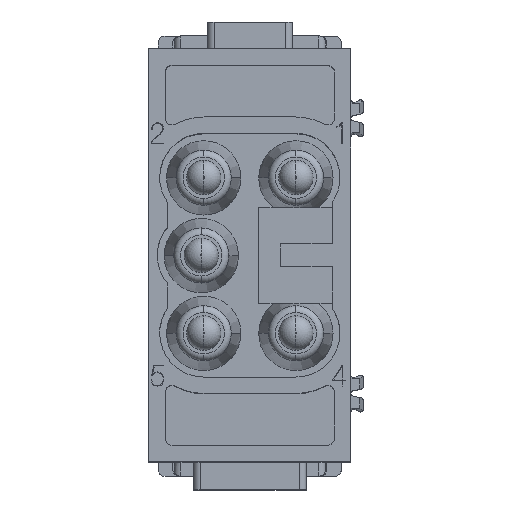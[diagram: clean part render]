
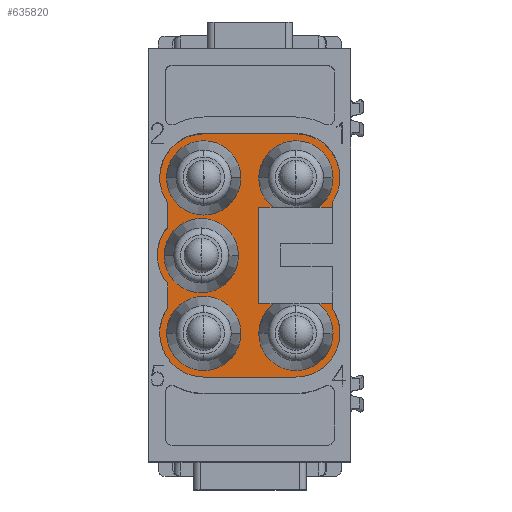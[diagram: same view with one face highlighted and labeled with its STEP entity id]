
A CAD part, top view. The second image highlights one B-rep face of the part: STEP entity #635820.
In plain terms, the highlighted face is planar.
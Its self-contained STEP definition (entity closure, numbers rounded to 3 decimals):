
#473590=CARTESIAN_POINT('',(34.548,54.047,17.5));
#473600=VERTEX_POINT('',#473590);
#473680=CARTESIAN_POINT('',(34.548,59.447,17.5));
#473690=VERTEX_POINT('',#473680);
#473720=CARTESIAN_POINT('',(34.548,56.747,17.5));
#473730=DIRECTION('',(0.,0.,-1.));
#473740=DIRECTION('',(0.,-1.,0.));
#473750=AXIS2_PLACEMENT_3D('',#473720,#473730,#473740);
#473760=CIRCLE('',#473750,2.7);
#473770=EDGE_CURVE('',#473600,#473690,#473760,.T.);
#617420=EDGE_CURVE('',#473690,#473600,#473760,.T.);
#627330=CARTESIAN_POINT('',(40.198,53.872,17.5));
#627340=VERTEX_POINT('',#627330);
#627420=CARTESIAN_POINT('',(40.198,59.272,17.5));
#627430=VERTEX_POINT('',#627420);
#627460=CARTESIAN_POINT('',(40.198,56.572,17.5));
#627470=DIRECTION('',(0.,0.,-1.));
#627480=DIRECTION('',(0.,-1.,0.));
#627490=AXIS2_PLACEMENT_3D('',#627460,#627470,#627480);
#627500=CIRCLE('',#627490,2.7);
#627510=EDGE_CURVE('',#627340,#627430,#627500,.T.);
#628820=CARTESIAN_POINT('',(28.898,53.872,17.5));
#628830=VERTEX_POINT('',#628820);
#628990=CARTESIAN_POINT('',(28.898,59.272,17.5));
#629000=VERTEX_POINT('',#628990);
#629030=CARTESIAN_POINT('',(28.898,56.572,17.5));
#629040=DIRECTION('',(0.,0.,-1.));
#629050=DIRECTION('',(0.,-1.,0.));
#629060=AXIS2_PLACEMENT_3D('',#629030,#629040,#629050);
#629070=CIRCLE('',#629060,2.7);
#629080=EDGE_CURVE('',#628830,#629000,#629070,.T.);
#629250=CARTESIAN_POINT('',(0.,59.172,
17.5));
#629260=DIRECTION('',(1.,0.,0.));
#629270=VECTOR('',#629260,1.);
#629280=LINE('',#629250,#629270);
#629290=CARTESIAN_POINT('',(30.763,59.172,17.5));
#629300=VERTEX_POINT('',#629290);
#629310=CARTESIAN_POINT('',(32.46,59.172,17.5));
#629320=VERTEX_POINT('',#629310);
#629330=EDGE_CURVE('',#629300,#629320,#629280,.T.);
#629720=CARTESIAN_POINT('',(34.548,56.747,17.5));
#629730=DIRECTION('',(0.,0.,1.));
#629740=DIRECTION('',(-1.,0.,0.));
#629750=AXIS2_PLACEMENT_3D('',#629720,#629730,#629740);
#629760=CIRCLE('',#629750,3.2);
#629770=CARTESIAN_POINT('',(36.636,59.172,17.5));
#629780=VERTEX_POINT('',#629770);
#629790=EDGE_CURVE('',#629780,#629320,#629760,.T.);
#630070=CARTESIAN_POINT('',(0.,59.172,
17.5));
#630080=DIRECTION('',(1.,0.,0.));
#630090=VECTOR('',#630080,1.);
#630100=LINE('',#630070,#630090);
#630110=CARTESIAN_POINT('',(38.332,59.172,17.5));
#630120=VERTEX_POINT('',#630110);
#630130=EDGE_CURVE('',#629780,#630120,#630100,.T.);
#630410=CARTESIAN_POINT('',(40.198,56.572,17.5));
#630420=DIRECTION('',(0.,0.,1.));
#630430=DIRECTION('',(-1.,0.,0.));
#630440=AXIS2_PLACEMENT_3D('',#630410,#630420,#630430);
#630450=CIRCLE('',#630440,3.2);
#630460=CARTESIAN_POINT('',(43.398,56.572,17.5));
#630470=VERTEX_POINT('',#630460);
#630480=EDGE_CURVE('',#630470,#630120,#630450,.T.);
#630810=CARTESIAN_POINT('',(43.398,0.,17.5));
#630820=DIRECTION('',(0.,-1.,0.));
#630830=VECTOR('',#630820,1.);
#630840=LINE('',#630810,#630830);
#630850=CARTESIAN_POINT('',(43.398,49.872,17.5));
#630860=VERTEX_POINT('',#630850);
#630870=EDGE_CURVE('',#630470,#630860,#630840,.T.);
#631190=CARTESIAN_POINT('',(40.198,49.872,17.5));
#631200=DIRECTION('',(0.,0.,1.));
#631210=DIRECTION('',(-1.,0.,0.));
#631220=AXIS2_PLACEMENT_3D('',#631190,#631200,#631210);
#631230=CIRCLE('',#631220,3.2);
#631240=CARTESIAN_POINT('',(38.404,47.222,17.5));
#631250=VERTEX_POINT('',#631240);
#631260=EDGE_CURVE('',#631250,#630860,#631230,.T.);
#633900=CARTESIAN_POINT('',(30.691,47.222,17.5));
#633910=VERTEX_POINT('',#633900);
#633940=CARTESIAN_POINT('',(28.898,49.872,17.5));
#633950=DIRECTION('',(0.,0.,1.));
#633960=DIRECTION('',(-1.,0.,0.));
#633970=AXIS2_PLACEMENT_3D('',#633940,#633950,#633960);
#633980=CIRCLE('',#633970,3.2);
#633990=CARTESIAN_POINT('',(25.698,49.872,17.5));
#634000=VERTEX_POINT('',#633990);
#634010=EDGE_CURVE('',#634000,#633910,#633980,.T.);
#634330=CARTESIAN_POINT('',(25.698,0.,17.5));
#634340=DIRECTION('',(0.,1.,0.));
#634350=VECTOR('',#634340,1.);
#634360=LINE('',#634330,#634350);
#634370=CARTESIAN_POINT('',(25.698,56.572,17.5));
#634380=VERTEX_POINT('',#634370);
#634390=EDGE_CURVE('',#634000,#634380,#634360,.T.);
#634660=CARTESIAN_POINT('',(42.823,56.572,17.5));
#634670=DIRECTION('',(0.,0.,-1.));
#634680=DIRECTION('',(0.,1.,0.));
#634690=AXIS2_PLACEMENT_3D('',#634660,#634670,#634680);
#634700=PLANE('',#634690);
#634710=EDGE_CURVE('',#629000,#628830,#629070,.T.);
#634720=ORIENTED_EDGE('',*,*,#634710,.F.);
#634730=ORIENTED_EDGE('',*,*,#629080,.F.);
#634740=EDGE_LOOP('',(#634730,#634720));
#634750=FACE_BOUND('',#634740,.T.);
#634760=ORIENTED_EDGE('',*,*,#617420,.F.);
#634770=ORIENTED_EDGE('',*,*,#473770,.F.);
#634780=EDGE_LOOP('',(#634770,#634760));
#634790=FACE_BOUND('',#634780,.T.);
#634800=EDGE_CURVE('',#627430,#627340,#627500,.T.);
#634810=ORIENTED_EDGE('',*,*,#634800,.F.);
#634820=ORIENTED_EDGE('',*,*,#627510,.F.);
#634830=EDGE_LOOP('',(#634820,#634810));
#634840=FACE_BOUND('',#634830,.T.);
#634850=CARTESIAN_POINT('',(0.,47.222,17.5));
#634860=DIRECTION('',(-1.,0.,0.));
#634870=VECTOR('',#634860,1.);
#634880=LINE('',#634850,#634870);
#634890=CARTESIAN_POINT('',(38.048,47.222,17.5));
#634900=VERTEX_POINT('',#634890);
#634910=EDGE_CURVE('',#631250,#634900,#634880,.T.);
#634920=ORIENTED_EDGE('',*,*,#634910,.T.);
#634930=ORIENTED_EDGE('',*,*,#631260,.F.);
#634940=ORIENTED_EDGE('',*,*,#630870,.T.);
#634950=ORIENTED_EDGE('',*,*,#630480,.F.);
#634960=ORIENTED_EDGE('',*,*,#630130,.T.);
#634970=ORIENTED_EDGE('',*,*,#629790,.F.);
#634980=ORIENTED_EDGE('',*,*,#629330,.T.);
#634990=CARTESIAN_POINT('',(28.898,56.572,17.5));
#635000=DIRECTION('',(0.,0.,1.));
#635010=DIRECTION('',(-1.,0.,0.));
#635020=AXIS2_PLACEMENT_3D('',#634990,#635000,#635010);
#635030=CIRCLE('',#635020,3.2);
#635040=EDGE_CURVE('',#629300,#634380,#635030,.T.);
#635050=ORIENTED_EDGE('',*,*,#635040,.F.);
#635060=ORIENTED_EDGE('',*,*,#634390,.T.);
#635070=ORIENTED_EDGE('',*,*,#634010,.F.);
#635080=CARTESIAN_POINT('',(0.,47.222,17.5));
#635090=DIRECTION('',(-1.,0.,0.));
#635100=VECTOR('',#635090,1.);
#635110=LINE('',#635080,#635100);
#635120=CARTESIAN_POINT('',(31.048,47.222,17.5));
#635130=VERTEX_POINT('',#635120);
#635140=EDGE_CURVE('',#635130,#633910,#635110,.T.);
#635150=ORIENTED_EDGE('',*,*,#635140,.T.);
#635160=CARTESIAN_POINT('',(31.048,0.,17.5));
#635170=DIRECTION('',(0.,1.,0.));
#635180=VECTOR('',#635170,1.);
#635190=LINE('',#635160,#635180);
#635200=CARTESIAN_POINT('',(31.048,48.238,17.5));
#635210=VERTEX_POINT('',#635200);
#635220=EDGE_CURVE('',#635130,#635210,#635190,.T.);
#635230=ORIENTED_EDGE('',*,*,#635220,.F.);
#635240=CARTESIAN_POINT('',(28.898,49.872,17.5));
#635250=DIRECTION('',(0.,0.,-1.));
#635260=DIRECTION('',(0.,-1.,0.));
#635270=AXIS2_PLACEMENT_3D('',#635240,#635250,#635260);
#635280=CIRCLE('',#635270,2.7);
#635290=CARTESIAN_POINT('',(28.898,47.172,17.5));
#635300=VERTEX_POINT('',#635290);
#635310=EDGE_CURVE('',#635210,#635300,#635280,.T.);
#635320=ORIENTED_EDGE('',*,*,#635310,.F.);
#635330=CARTESIAN_POINT('',(28.898,52.572,17.5));
#635340=VERTEX_POINT('',#635330);
#635350=EDGE_CURVE('',#635300,#635340,#635280,.T.);
#635360=ORIENTED_EDGE('',*,*,#635350,.F.);
#635370=CARTESIAN_POINT('',(31.048,51.505,17.5));
#635380=VERTEX_POINT('',#635370);
#635390=EDGE_CURVE('',#635340,#635380,#635280,.T.);
#635400=ORIENTED_EDGE('',*,*,#635390,.F.);
#635410=CARTESIAN_POINT('',(31.048,52.572,17.5));
#635420=VERTEX_POINT('',#635410);
#635430=EDGE_CURVE('',#635380,#635420,#635190,.T.);
#635440=ORIENTED_EDGE('',*,*,#635430,.F.);
#635450=CARTESIAN_POINT('',(0.,52.572,
17.5));
#635460=DIRECTION('',(1.,0.,0.));
#635470=VECTOR('',#635460,1.);
#635480=LINE('',#635450,#635470);
#635490=CARTESIAN_POINT('',(38.048,52.572,17.5));
#635500=VERTEX_POINT('',#635490);
#635510=EDGE_CURVE('',#635420,#635500,#635480,.T.);
#635520=ORIENTED_EDGE('',*,*,#635510,.F.);
#635530=CARTESIAN_POINT('',(38.048,0.,17.5));
#635540=DIRECTION('',(0.,-1.,0.));
#635550=VECTOR('',#635540,1.);
#635560=LINE('',#635530,#635550);
#635570=CARTESIAN_POINT('',(38.048,51.505,17.5));
#635580=VERTEX_POINT('',#635570);
#635590=EDGE_CURVE('',#635500,#635580,#635560,.T.);
#635600=ORIENTED_EDGE('',*,*,#635590,.F.);
#635610=CARTESIAN_POINT('',(40.198,49.872,17.5));
#635620=DIRECTION('',(0.,0.,-1.));
#635630=DIRECTION('',(0.,-1.,0.));
#635640=AXIS2_PLACEMENT_3D('',#635610,#635620,#635630);
#635650=CIRCLE('',#635640,2.7);
#635660=CARTESIAN_POINT('',(40.198,52.572,17.5));
#635670=VERTEX_POINT('',#635660);
#635680=EDGE_CURVE('',#635580,#635670,#635650,.T.);
#635690=ORIENTED_EDGE('',*,*,#635680,.F.);
#635700=CARTESIAN_POINT('',(40.198,47.172,17.5));
#635710=VERTEX_POINT('',#635700);
#635720=EDGE_CURVE('',#635670,#635710,#635650,.T.);
#635730=ORIENTED_EDGE('',*,*,#635720,.F.);
#635740=CARTESIAN_POINT('',(38.048,48.238,17.5));
#635750=VERTEX_POINT('',#635740);
#635760=EDGE_CURVE('',#635710,#635750,#635650,.T.);
#635770=ORIENTED_EDGE('',*,*,#635760,.F.);
#635780=EDGE_CURVE('',#635750,#634900,#635560,.T.);
#635790=ORIENTED_EDGE('',*,*,#635780,.F.);
#635800=EDGE_LOOP('',(#635790,#635770,#635730,#635690,#635600,#635520,
#635440,#635400,#635360,#635320,#635230,#635150,#635070,#635060,#635050,
#634980,#634970,#634960,#634950,#634940,#634930,#634920));
#635810=FACE_OUTER_BOUND('',#635800,.T.);
#635820=ADVANCED_FACE('',(#634750,#634790,#634840,#635810),#634700,.T.);
